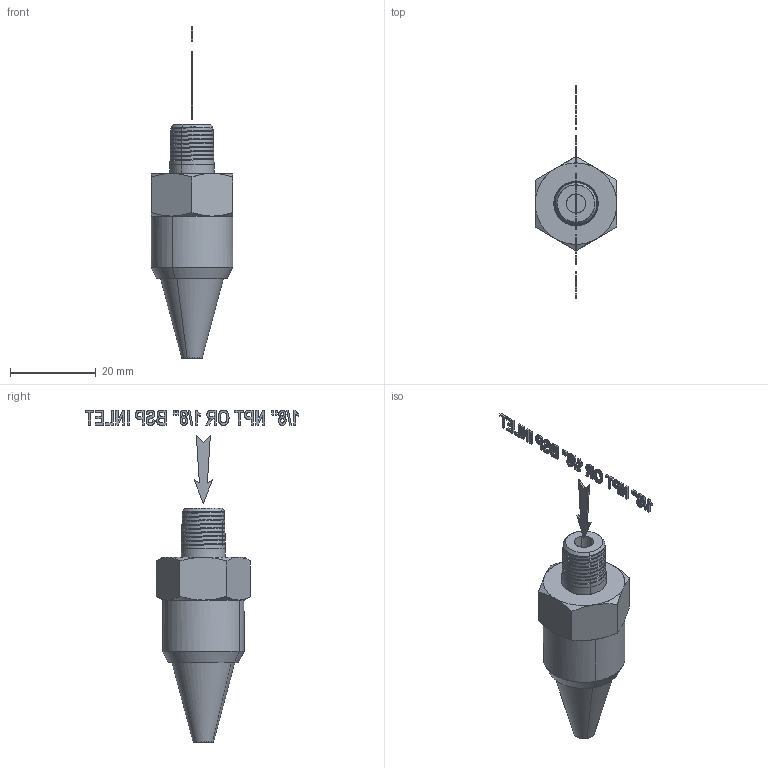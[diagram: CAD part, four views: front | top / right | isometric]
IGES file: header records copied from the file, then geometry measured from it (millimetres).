
Start section: SolidWorks IGES file using analytic representation for surfaces
Global section: file name: AIR NOZZEL 47003.IGS; native system: SolidWorks 2024; preprocessor: SolidWorks 2024; author: andres; date: 240920.011856; units: millimetre
Bounding box: 19.05 x 49.95 x 77.61 mm (x, y, z)
Surface area: 3432.5 mm2 (no closed solid volume)
Topology: 0 solids, 0 shells, 578 faces, 4877 edges, 4877 vertices
Faces by surface type: bspline 578
